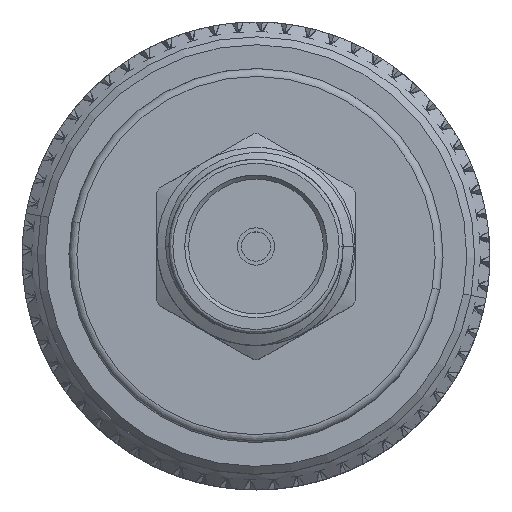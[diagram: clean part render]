
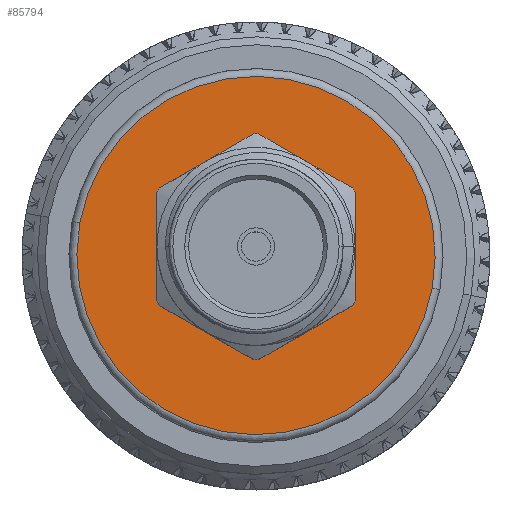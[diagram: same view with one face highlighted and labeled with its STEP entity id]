
A CAD part, top view. The second image highlights one B-rep face of the part: STEP entity #85794.
In plain terms, the highlighted face is planar.
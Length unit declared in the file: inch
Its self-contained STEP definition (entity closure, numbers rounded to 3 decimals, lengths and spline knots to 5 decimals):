
#1193 = ORIENTED_EDGE ( 'NONE', *, *, #38205, .T. ) ;
#3664 = ORIENTED_EDGE ( 'NONE', *, *, #40847, .T. ) ;
#4882 = CIRCLE ( 'NONE', #41952, 0.10325 ) ;
#13634 = EDGE_CURVE ( 'NONE', #57908, #73784, #88932, .T. ) ;
#15291 = CIRCLE ( 'NONE', #78857, 0.226 ) ;
#16125 = ORIENTED_EDGE ( 'NONE', *, *, #87353, .T. ) ;
#19709 = DIRECTION ( 'NONE',  ( -1., 0., 0. ) ) ;
#22935 = CARTESIAN_POINT ( 'NONE',  ( 0.6265, 0., 0. ) ) ;
#28124 = CARTESIAN_POINT ( 'NONE',  ( 0.6265, 0., 0.10325 ) ) ;
#28999 = CARTESIAN_POINT ( 'NONE',  ( 0.6265, 0., 0. ) ) ;
#30323 = DIRECTION ( 'NONE',  ( 1., 0., 0. ) ) ;
#30804 = CARTESIAN_POINT ( 'NONE',  ( 0.6265, 0., -0.10325 ) ) ;
#36071 = CARTESIAN_POINT ( 'NONE',  ( 0.6265, 0., 0. ) ) ;
#36187 = AXIS2_PLACEMENT_3D ( 'NONE', #39841, #48404, #90989 ) ;
#37319 = PLANE ( 'NONE',  #59771 ) ;
#38205 = EDGE_CURVE ( 'NONE', #87181, #57852, #15291, .T. ) ;
#39841 = CARTESIAN_POINT ( 'NONE',  ( 0.6265, 0., 0. ) ) ;
#40847 = EDGE_CURVE ( 'NONE', #73784, #57908, #4882, .T. ) ;
#41952 = AXIS2_PLACEMENT_3D ( 'NONE', #85276, #19709, #92541 ) ;
#43361 = DIRECTION ( 'NONE',  ( 0., 0., -1. ) ) ;
#43622 = ORIENTED_EDGE ( 'NONE', *, *, #13634, .T. ) ;
#44916 = DIRECTION ( 'NONE',  ( 0., 0., -1. ) ) ;
#45317 = FACE_BOUND ( 'NONE', #48502, .T. ) ;
#45962 = AXIS2_PLACEMENT_3D ( 'NONE', #28999, #72733, #87477 ) ;
#48404 = DIRECTION ( 'NONE',  ( 1., 0., 0. ) ) ;
#48502 = EDGE_LOOP ( 'NONE', ( #43622, #3664 ) ) ;
#57852 = VERTEX_POINT ( 'NONE', #80280 ) ;
#57908 = VERTEX_POINT ( 'NONE', #30804 ) ;
#59771 = AXIS2_PLACEMENT_3D ( 'NONE', #22935, #30323, #44916 ) ;
#65126 = CARTESIAN_POINT ( 'NONE',  ( 0.6265, 0., 0.226 ) ) ;
#72733 = DIRECTION ( 'NONE',  ( -1., 0., 0. ) ) ;
#73784 = VERTEX_POINT ( 'NONE', #28124 ) ;
#78136 = FACE_OUTER_BOUND ( 'NONE', #86174, .T. ) ;
#78857 = AXIS2_PLACEMENT_3D ( 'NONE', #36071, #86894, #43361 ) ;
#80280 = CARTESIAN_POINT ( 'NONE',  ( 0.6265, 0., -0.226 ) ) ;
#81510 = CIRCLE ( 'NONE', #36187, 0.226 ) ;
#85276 = CARTESIAN_POINT ( 'NONE',  ( 0.6265, 0., 0. ) ) ;
#85794 = ADVANCED_FACE ( 'NONE', ( #45317, #78136 ), #37319, .T. ) ;
#86174 = EDGE_LOOP ( 'NONE', ( #16125, #1193 ) ) ;
#86894 = DIRECTION ( 'NONE',  ( 1., 0., 0. ) ) ;
#87181 = VERTEX_POINT ( 'NONE', #65126 ) ;
#87353 = EDGE_CURVE ( 'NONE', #57852, #87181, #81510, .T. ) ;
#87477 = DIRECTION ( 'NONE',  ( 0., 0., -1. ) ) ;
#88932 = CIRCLE ( 'NONE', #45962, 0.10325 ) ;
#90989 = DIRECTION ( 'NONE',  ( 0., 0., -1. ) ) ;
#92541 = DIRECTION ( 'NONE',  ( 0., 0., -1. ) ) ;
